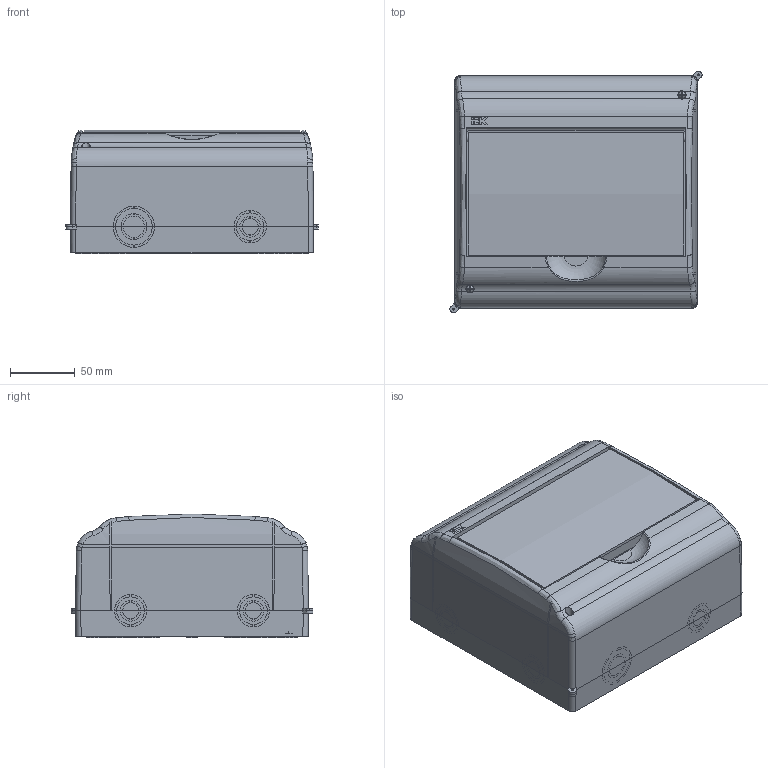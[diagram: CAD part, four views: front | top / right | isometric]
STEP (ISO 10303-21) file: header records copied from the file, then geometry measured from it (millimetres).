
FILE_DESCRIPTION (( 'STEP AP203' ), '1' );
FILE_NAME ('MKP42-N-09-31-01 鍔膲 帎砅 2_9-1 IP31 IEK.STEP', '2017-07-31T11:01:28', ( '' ), ( '' ), 'SwSTEP 2.0', 'SolidWorks 2014', '' );
FILE_SCHEMA (( 'CONFIG_CONTROL_DESIGN' ));
Length unit declared in the file: millimetre
Products named in the file (2): MKP42-N-09-31-01 鍔膲 帎砅 2_9-1 IP31 IEK
Bounding box: 195.19 x 187.18 x 95.9 mm (x, y, z)
Surface area: 332998.1 mm2 (no closed solid volume)
Topology: 0 solids, 6 shells, 2129 faces, 5868 edges, 3886 vertices
Faces by surface type: plane 1218, bspline 432, cone 246, cylinder 223, torus 6, sphere 4
Entity records: 78702 total; most frequent: CARTESIAN_POINT 27777, ORIENTED_EDGE 11728, DIRECTION 8723, EDGE_CURVE 5868, VERTEX_POINT 3886, VECTOR 3489, LINE 3489, AXIS2_PLACEMENT_3D 2617
